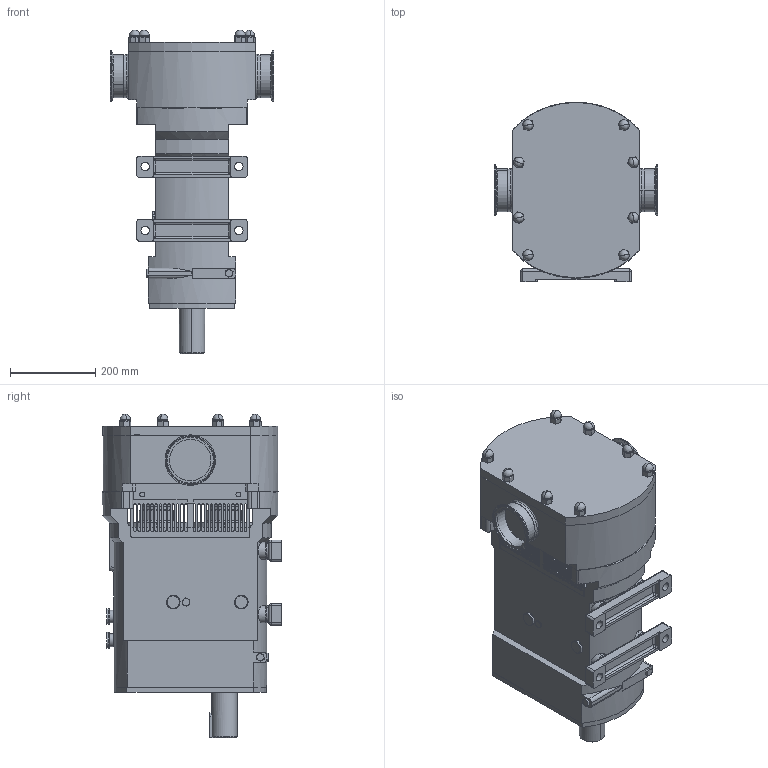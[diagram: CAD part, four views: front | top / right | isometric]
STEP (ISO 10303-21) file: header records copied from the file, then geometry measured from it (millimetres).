
FILE_DESCRIPTION (( 'STEP AP214' ), '1' );
FILE_NAME ('GA3616.STEP', '2024-11-07T16:09:34', ( '' ), ( '' ), 'SwSTEP 2.0', 'SolidWorks 2023', '' );
FILE_SCHEMA (( 'AUTOMOTIVE_DESIGN' ));
Length unit declared in the file: millimetre
Products named in the file (3): Copy of CP50S-0351 H BSD^GA3616; GA3616; Copy of Z94-5121-66 - 4 INCH^GA3616
Assembly tree (3 placements, depth 2):
  GA3616
    Copy of CP50S-0351 H BSD^GA3616
    Copy of Z94-5121-66 - 4 INCH^GA3616  x2
Bounding box: 384 x 421.89 x 761.25 mm (x, y, z)
Volume: 45399622.6 mm3; surface area: 1337983.8 mm2
Topology: 3 solids, 3 shells, 1132 faces, 3139 edges, 1859 vertices
Faces by surface type: plane 488, cylinder 371, torus 112, bspline 106, sphere 32, cone 23
Entity records: 40853 total; most frequent: CARTESIAN_POINT 13022, ORIENTED_EDGE 5890, DIRECTION 5860, EDGE_CURVE 2945, AXIS2_PLACEMENT_3D 2124, VERTEX_POINT 1815, VECTOR 1612, LINE 1612
